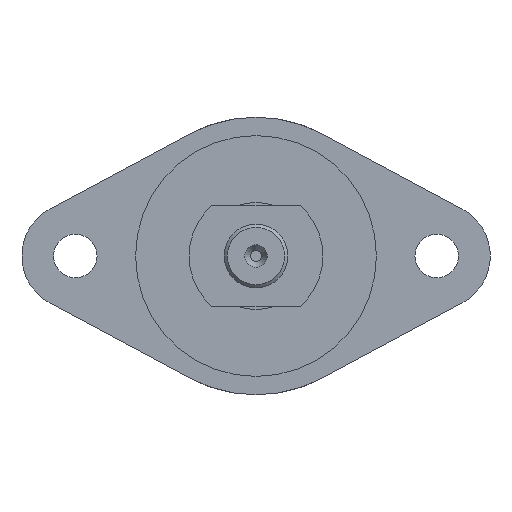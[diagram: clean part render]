
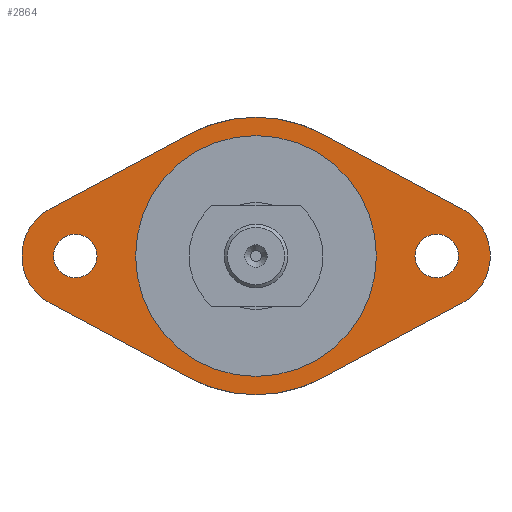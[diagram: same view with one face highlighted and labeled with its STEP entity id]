
A CAD part, left-side view. The second image highlights one B-rep face of the part: STEP entity #2864.
In plain terms, the highlighted planar face has unit normal (-1, 0, 0).
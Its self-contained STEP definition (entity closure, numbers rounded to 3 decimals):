
#297=LINE('',#4702,#549);
#298=LINE('',#4705,#550);
#299=LINE('',#4707,#551);
#300=LINE('',#4710,#552);
#549=VECTOR('',#3762,10.);
#550=VECTOR('',#3765,10.);
#551=VECTOR('',#3766,10.);
#552=VECTOR('',#3769,10.);
#769=FACE_BOUND('',#1063,.T.);
#770=FACE_BOUND('',#1064,.T.);
#771=FACE_BOUND('',#1065,.T.);
#895=FACE_OUTER_BOUND('',#1062,.T.);
#1062=EDGE_LOOP('',(#2476,#2477,#2478,#2479,#2480,#2481,#2482,#2483));
#1063=EDGE_LOOP('',(#2484));
#1064=EDGE_LOOP('',(#2485));
#1065=EDGE_LOOP('',(#2486,#2487));
#1175=CIRCLE('',#3104,20.75);
#1177=CIRCLE('',#3106,20.75);
#1179=CIRCLE('',#3109,8.);
#1180=CIRCLE('',#3110,8.);
#1181=CIRCLE('',#3111,3.25);
#1182=CIRCLE('',#3112,3.25);
#1183=CIRCLE('',#3113,18.);
#1184=CIRCLE('',#3114,18.);
#1411=VERTEX_POINT('',#4685);
#1412=VERTEX_POINT('',#4687);
#1415=VERTEX_POINT('',#4693);
#1416=VERTEX_POINT('',#4695);
#1418=VERTEX_POINT('',#4701);
#1419=VERTEX_POINT('',#4703);
#1420=VERTEX_POINT('',#4706);
#1421=VERTEX_POINT('',#4708);
#1422=VERTEX_POINT('',#4711);
#1423=VERTEX_POINT('',#4713);
#1424=VERTEX_POINT('',#4715);
#1425=VERTEX_POINT('',#4716);
#1776=EDGE_CURVE('',#1411,#1412,#1175,.T.);
#1780=EDGE_CURVE('',#1415,#1416,#1177,.T.);
#1783=EDGE_CURVE('',#1418,#1411,#297,.T.);
#1784=EDGE_CURVE('',#1419,#1418,#1179,.T.);
#1785=EDGE_CURVE('',#1416,#1419,#298,.T.);
#1786=EDGE_CURVE('',#1415,#1420,#299,.T.);
#1787=EDGE_CURVE('',#1420,#1421,#1180,.T.);
#1788=EDGE_CURVE('',#1421,#1412,#300,.T.);
#1789=EDGE_CURVE('',#1422,#1422,#1181,.T.);
#1790=EDGE_CURVE('',#1423,#1423,#1182,.T.);
#1791=EDGE_CURVE('',#1424,#1425,#1183,.T.);
#1792=EDGE_CURVE('',#1425,#1424,#1184,.T.);
#2476=ORIENTED_EDGE('',*,*,#1776,.F.);
#2477=ORIENTED_EDGE('',*,*,#1783,.F.);
#2478=ORIENTED_EDGE('',*,*,#1784,.F.);
#2479=ORIENTED_EDGE('',*,*,#1785,.F.);
#2480=ORIENTED_EDGE('',*,*,#1780,.F.);
#2481=ORIENTED_EDGE('',*,*,#1786,.T.);
#2482=ORIENTED_EDGE('',*,*,#1787,.T.);
#2483=ORIENTED_EDGE('',*,*,#1788,.T.);
#2484=ORIENTED_EDGE('',*,*,#1789,.T.);
#2485=ORIENTED_EDGE('',*,*,#1790,.T.);
#2486=ORIENTED_EDGE('',*,*,#1791,.T.);
#2487=ORIENTED_EDGE('',*,*,#1792,.T.);
#2722=PLANE('',#3108);
#2864=ADVANCED_FACE('',(#895,#769,#770,#771),#2722,.T.);
#3104=AXIS2_PLACEMENT_3D('',#4688,#3749,#3750);
#3106=AXIS2_PLACEMENT_3D('',#4696,#3755,#3756);
#3108=AXIS2_PLACEMENT_3D('',#4700,#3760,#3761);
#3109=AXIS2_PLACEMENT_3D('',#4704,#3763,#3764);
#3110=AXIS2_PLACEMENT_3D('',#4709,#3767,#3768);
#3111=AXIS2_PLACEMENT_3D('',#4712,#3770,#3771);
#3112=AXIS2_PLACEMENT_3D('',#4714,#3772,#3773);
#3113=AXIS2_PLACEMENT_3D('',#4717,#3774,#3775);
#3114=AXIS2_PLACEMENT_3D('',#4718,#3776,#3777);
#3749=DIRECTION('center_axis',(1.,0.,0.));
#3750=DIRECTION('ref_axis',(0.,-1.,0.));
#3755=DIRECTION('center_axis',(1.,0.,0.));
#3756=DIRECTION('ref_axis',(0.,-1.,0.));
#3760=DIRECTION('center_axis',(-1.,0.,0.));
#3761=DIRECTION('ref_axis',(0.,0.,
-1.));
#3762=DIRECTION('',(0.,-0.881,0.472));
#3763=DIRECTION('center_axis',(1.,0.,0.));
#3764=DIRECTION('ref_axis',(0.,-0.472,-0.881));
#3765=DIRECTION('',(0.,0.881,0.472));
#3766=DIRECTION('',(0.,-0.881,0.472));
#3767=DIRECTION('center_axis',(-1.,0.,0.));
#3768=DIRECTION('ref_axis',(0.,-0.472,-0.881));
#3769=DIRECTION('',(0.,0.881,0.472));
#3770=DIRECTION('center_axis',(1.,0.,0.));
#3771=DIRECTION('ref_axis',(0.,0.,1.));
#3772=DIRECTION('center_axis',(1.,0.,0.));
#3773=DIRECTION('ref_axis',(0.,0.,1.));
#3774=DIRECTION('center_axis',(1.,0.,0.));
#3775=DIRECTION('ref_axis',(0.,-1.,0.));
#3776=DIRECTION('center_axis',(1.,0.,0.));
#3777=DIRECTION('ref_axis',(0.,-1.,0.));
#4685=CARTESIAN_POINT('',(-45.75,9.799,18.291));
#4687=CARTESIAN_POINT('',(-45.75,-9.799,18.291));
#4688=CARTESIAN_POINT('Origin',(-45.75,0.,
0.));
#4693=CARTESIAN_POINT('',(-45.75,-9.799,-18.291));
#4695=CARTESIAN_POINT('',(-45.75,9.799,-18.291));
#4696=CARTESIAN_POINT('Origin',(-45.75,0.,
0.));
#4700=CARTESIAN_POINT('Origin',(-45.75,-19.375,0.));
#4701=CARTESIAN_POINT('',(-45.75,30.778,7.052));
#4702=CARTESIAN_POINT('',(-45.75,30.778,7.052));
#4703=CARTESIAN_POINT('',(-45.75,30.778,-7.052));
#4704=CARTESIAN_POINT('Origin',(-45.75,27.,0.));
#4705=CARTESIAN_POINT('',(-45.75,9.799,-18.291));
#4706=CARTESIAN_POINT('',(-45.75,-30.778,-7.052));
#4707=CARTESIAN_POINT('',(-45.75,-9.799,-18.291));
#4708=CARTESIAN_POINT('',(-45.75,-30.778,7.052));
#4709=CARTESIAN_POINT('Origin',(-45.75,-27.,0.));
#4710=CARTESIAN_POINT('',(-45.75,-30.778,7.052));
#4711=CARTESIAN_POINT('',(-45.75,-27.,-3.25));
#4712=CARTESIAN_POINT('Origin',(-45.75,-27.,0.));
#4713=CARTESIAN_POINT('',(-45.75,27.,-3.25));
#4714=CARTESIAN_POINT('Origin',(-45.75,27.,0.));
#4715=CARTESIAN_POINT('',(-45.75,-18.,0.));
#4716=CARTESIAN_POINT('',(-45.75,18.,0.));
#4717=CARTESIAN_POINT('Origin',(-45.75,0.,
0.));
#4718=CARTESIAN_POINT('Origin',(-45.75,0.,
0.));
